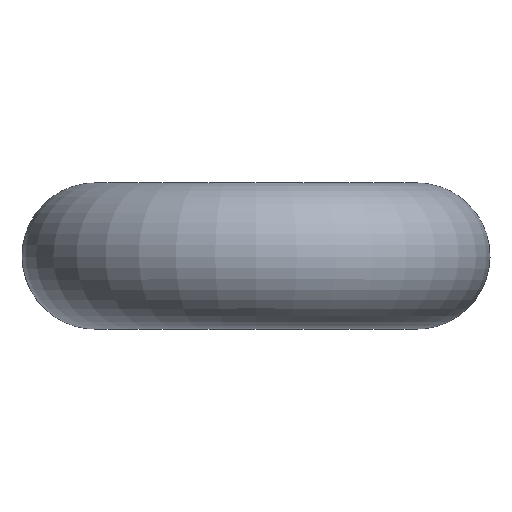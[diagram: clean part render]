
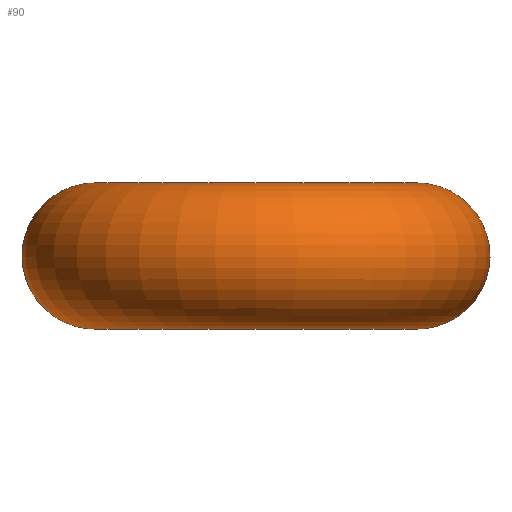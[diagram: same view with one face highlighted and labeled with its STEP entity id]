
A CAD part, top view. The second image highlights one B-rep face of the part: STEP entity #90.
In plain terms, the highlighted toroidal (fillet/blend) face has major radius 5.5 mm and minor radius 2.5 mm.
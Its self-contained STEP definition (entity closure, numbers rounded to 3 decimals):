
#15=TOROIDAL_SURFACE($,#111,5.5,2.5);
#29=FACE_BOUND($,#49,.T.);
#37=FACE_OUTER_BOUND($,#48,.T.);
#48=EDGE_LOOP($,(#78));
#49=EDGE_LOOP($,(#79));
#55=CIRCLE($,#110,5.5);
#56=CIRCLE($,#112,5.5);
#61=VERTEX_POINT($,#162);
#62=VERTEX_POINT($,#165);
#67=EDGE_CURVE($,#61,#61,#55,.T.);
#68=EDGE_CURVE($,#62,#62,#56,.T.);
#78=ORIENTED_EDGE($,*,*,#67,.T.);
#79=ORIENTED_EDGE($,*,*,#68,.T.);
#90=ADVANCED_FACE($,(#37,#29),#15,.T.);
#110=AXIS2_PLACEMENT_3D($,#163,#138,#139);
#111=AXIS2_PLACEMENT_3D($,#164,#140,#141);
#112=AXIS2_PLACEMENT_3D($,#166,#142,#143);
#138=DIRECTION('center_axis',(0.,1.,0.));
#139=DIRECTION('ref_axis',(-1.,0.,0.));
#140=DIRECTION('center_axis',(0.,-1.,0.));
#141=DIRECTION('ref_axis',(0.,0.,-1.));
#142=DIRECTION('center_axis',(0.,-1.,0.));
#143=DIRECTION('ref_axis',(-1.,0.,0.));
#162=CARTESIAN_POINT('',(5.5,-2.5,11.));
#163=CARTESIAN_POINT('Origin',(0.,-2.5,11.));
#164=CARTESIAN_POINT('Origin',(0.,0.,
11.));
#165=CARTESIAN_POINT('',(5.5,2.5,11.));
#166=CARTESIAN_POINT('Origin',(0.,2.5,11.));
